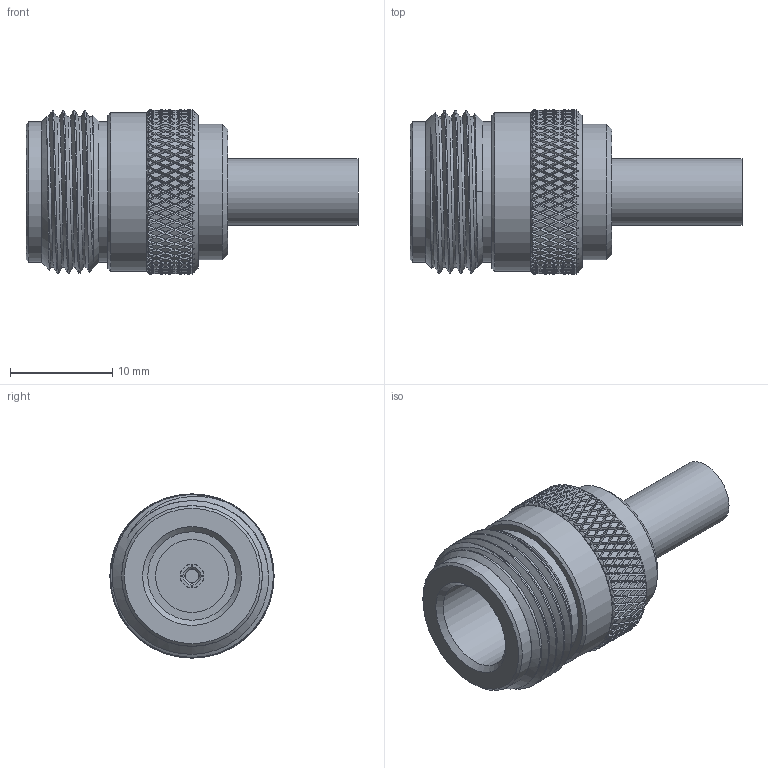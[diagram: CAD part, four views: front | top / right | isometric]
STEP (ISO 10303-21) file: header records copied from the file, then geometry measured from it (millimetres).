
FILE_DESCRIPTION (( 'STEP AP203' ), '1' );
FILE_NAME ('PE4134.step', '2019-12-07T00:15:37', ( '' ), ( '' ), 'SwSTEP 2.0', 'SolidWorks 2018', '' );
FILE_SCHEMA (( 'CONFIG_CONTROL_DESIGN' ));
Products named in the file (1): PE4134
Bounding box: 32.4 x 16.01 x 16.01 mm (x, y, z)
Volume: 2991.5 mm3; surface area: 2594.4 mm2
Topology: 2 solids, 2 shells, 1923 faces, 4043 edges, 2134 vertices
Faces by surface type: bspline 1443, cylinder 381, cone 73, plane 26
Full cylindrical faces by diameter (mm): 1.27 x1, 2.286 x1, 3.2 x1, 4.5 x1, 5.7 x1, 6.5 x1, 7.112 x1, 8.636 x1, 13.208 x1, 13.716 x2, 15.5 x1
Entity records: 64172 total; most frequent: CARTESIAN_POINT 39343, ORIENTED_EDGE 8038, EDGE_CURVE 4019, VERTEX_POINT 2129, EDGE_LOOP 1954, FACE_OUTER_BOUND 1935, ADVANCED_FACE 1923, B_SPLINE_CURVE_WITH_KNOTS 1830
